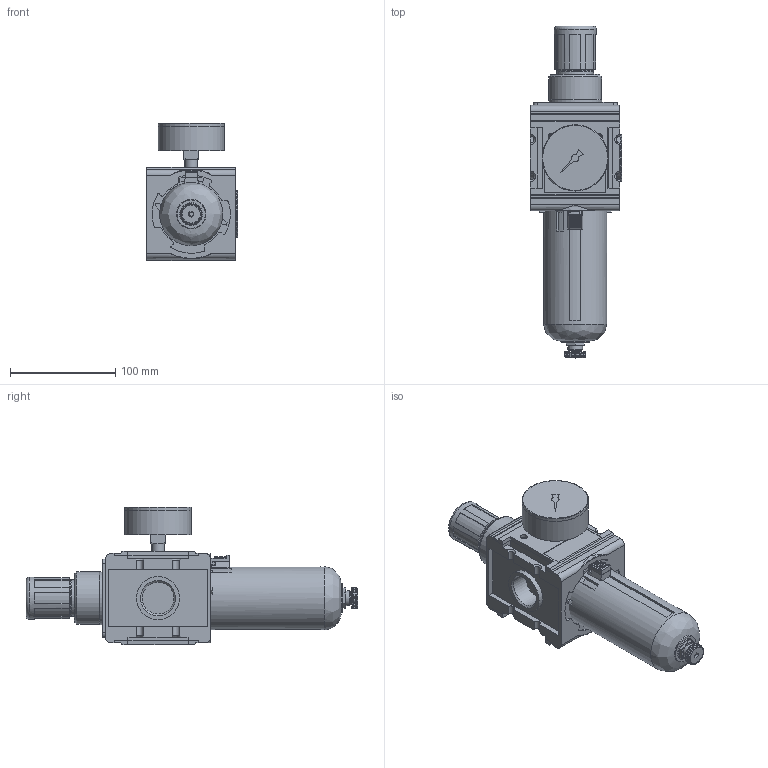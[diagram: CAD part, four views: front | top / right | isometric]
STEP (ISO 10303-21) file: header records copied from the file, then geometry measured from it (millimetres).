
FILE_DESCRIPTION( ( 'STEP AP203' ), ' ' );
FILE_NAME( '9.2145.046.stp', '2017-04-10T15:17:19', ( '' ), ( '' ), ' ', 'PARTsolutions', ' ' );
FILE_SCHEMA( ( 'CONFIG_CONTROL_DESIGN' ) );
Length unit declared in the file: millimetre
Products named in the file (6): 9.2145.046; _9.2145.046_part1; _90004.0210_p1; _90004.0210(0.50)_p4; _90004.0213_p3; _R.442_p2
Assembly tree (5 placements, depth 2):
  9.2145.046
    _9.2145.046_part1
    _90004.0210_p1
    _90004.0210(0.50)_p4
    _90004.0213_p3
    _R.442_p2
Bounding box: 86.5 x 315.45 x 131.1 mm (x, y, z)
Volume: 1270681 mm3; surface area: 129985.7 mm2
Topology: 5 solids, 5 shells, 607 faces, 1561 edges, 1017 vertices
Faces by surface type: plane 337, cylinder 197, torus 46, cone 26, bspline 1
Full cylindrical faces by diameter (mm): 4 x1, 4.917 x4, 6.5 x4, 8 x1, 11.445 x2, 12 x1, 14 x2, 19.844 x2, 20 x1, 20.5 x2, 27 x1, 30.291 x2, 35.5 x1, 36.2 x1, 40 x1, 41 x2, 45 x1, 50 x1, 50.65 x1, 51 x1, 55.6 x2, 59.8 x1, 60 x1, 61.9 x1, 62.9 x1, 63 x1
Entity records: 18739 total; most frequent: CARTESIAN_POINT 3914, DIRECTION 3067, ORIENTED_EDGE 2958, EDGE_CURVE 1479, AXIS2_PLACEMENT_3D 1104, VERTEX_POINT 1007, LINE 859, VECTOR 859
